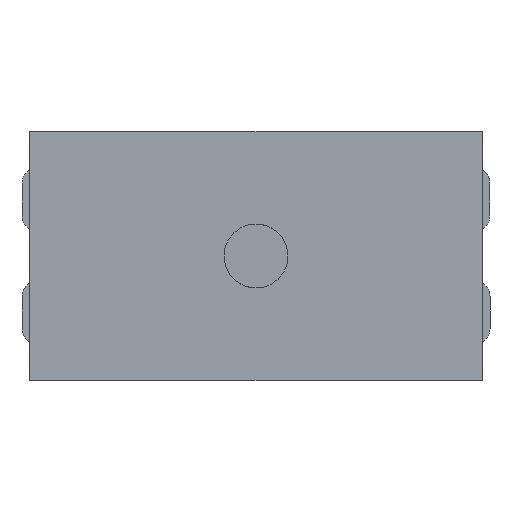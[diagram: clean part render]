
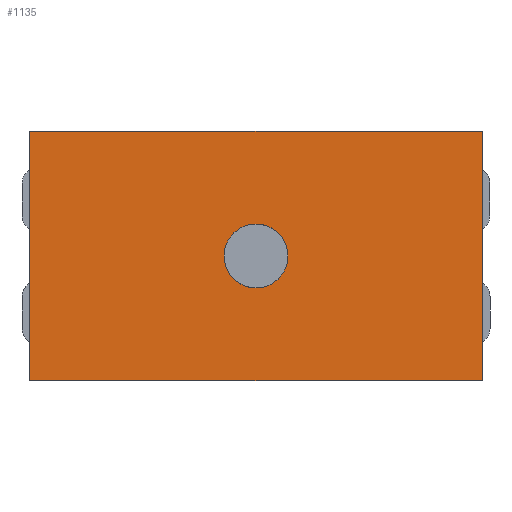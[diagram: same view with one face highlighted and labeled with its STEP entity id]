
A CAD part, front view. The second image highlights one B-rep face of the part: STEP entity #1135.
In plain terms, the highlighted free-form (B-spline) face has degree [1, 1] with [2, 2] control points.
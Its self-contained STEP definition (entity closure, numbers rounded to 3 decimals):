
#647=CARTESIAN_POINT('',(1.411,-29.383,-1.487));
#648=VERTEX_POINT('',#647);
#654=CARTESIAN_POINT('',(2.05,-29.383,0.));
#655=VERTEX_POINT('',#654);
#656=CARTESIAN_POINT('',(1.411,-29.383,-1.487));
#657=CARTESIAN_POINT('',(1.505,-29.383,-1.398));
#658=CARTESIAN_POINT('',(1.706,-29.383,-1.168));
#659=CARTESIAN_POINT('',(1.9,-29.383,-0.806));
#660=CARTESIAN_POINT('',(2.023,-29.383,-0.399));
#661=CARTESIAN_POINT('',(2.05,-29.383,-0.147));
#662=CARTESIAN_POINT('',(2.05,-29.383,0.));
#663=B_SPLINE_CURVE_WITH_KNOTS('',3,(#656,#657,#658,#659,#660,#661,#662),.UNSPECIFIED.,.F.,.U.,(4,1,1,1,4),(0.,0.39,0.91,1.222,1.664),.UNSPECIFIED.);
#664=EDGE_CURVE('',#648,#655,#663,.T.);
#666=CARTESIAN_POINT('',(0.0,-29.383,2.05));
#667=VERTEX_POINT('',#666);
#668=CARTESIAN_POINT('',(2.05,-29.383,0.));
#669=CARTESIAN_POINT('',(2.05,-29.383,0.151));
#670=CARTESIAN_POINT('',(2.019,-29.383,0.428));
#671=CARTESIAN_POINT('',(1.885,-29.383,0.844));
#672=CARTESIAN_POINT('',(1.695,-29.383,1.174));
#673=CARTESIAN_POINT('',(1.45,-29.383,1.462));
#674=CARTESIAN_POINT('',(1.226,-29.383,1.653));
#675=CARTESIAN_POINT('',(0.941,-29.383,1.831));
#676=CARTESIAN_POINT('',(0.553,-29.383,1.997));
#677=CARTESIAN_POINT('',(0.21,-29.383,2.05));
#678=CARTESIAN_POINT('',(0.0,-29.383,2.05));
#679=B_SPLINE_CURVE_WITH_KNOTS('',3,(#668,#669,#670,#671,#672,#673,#674,#675,#676,#677,#678),.UNSPECIFIED.,.F.,.U.,(4,1,1,1,1,1,1,1,4),(0.,0.453,0.83,1.308,1.585,1.962,2.189,2.591,3.22),.UNSPECIFIED.);
#680=EDGE_CURVE('',#655,#667,#679,.T.);
#682=CARTESIAN_POINT('',(-1.411,-29.383,1.487));
#683=VERTEX_POINT('',#682);
#684=CARTESIAN_POINT('',(0.0,-29.383,2.05));
#685=CARTESIAN_POINT('',(-0.13,-29.383,2.05));
#686=CARTESIAN_POINT('',(-0.365,-29.383,2.028));
#687=CARTESIAN_POINT('',(-0.663,-29.383,1.946));
#688=CARTESIAN_POINT('',(-1.022,-29.383,1.795));
#689=CARTESIAN_POINT('',(-1.258,-29.383,1.632));
#690=CARTESIAN_POINT('',(-1.411,-29.383,1.487));
#691=B_SPLINE_CURVE_WITH_KNOTS('',3,(#684,#685,#686,#687,#688,#689,#690),.UNSPECIFIED.,.F.,.U.,(4,1,1,1,4),(0.,0.389,0.705,0.924,1.556),.UNSPECIFIED.);
#692=EDGE_CURVE('',#667,#683,#691,.T.);
#801=CARTESIAN_POINT('',(-2.05,-29.383,0.));
#802=VERTEX_POINT('',#801);
#803=CARTESIAN_POINT('',(-1.411,-29.383,1.487));
#804=CARTESIAN_POINT('',(-1.562,-29.383,1.344));
#805=CARTESIAN_POINT('',(-1.777,-29.383,1.067));
#806=CARTESIAN_POINT('',(-1.997,-29.383,0.555));
#807=CARTESIAN_POINT('',(-2.05,-29.383,0.208));
#808=CARTESIAN_POINT('',(-2.05,-29.383,0.));
#809=B_SPLINE_CURVE_WITH_KNOTS('',3,(#803,#804,#805,#806,#807,#808),.UNSPECIFIED.,.F.,.U.,(4,1,1,4),(0.,0.624,1.04,1.664),.UNSPECIFIED.);
#810=EDGE_CURVE('',#683,#802,#809,.T.);
#812=CARTESIAN_POINT('',(0.0,-29.383,-2.05));
#813=VERTEX_POINT('',#812);
#814=CARTESIAN_POINT('',(-2.05,-29.383,0.));
#815=CARTESIAN_POINT('',(-2.05,-29.383,-0.184));
#816=CARTESIAN_POINT('',(-2.01,-29.383,-0.478));
#817=CARTESIAN_POINT('',(-1.854,-29.383,-0.905));
#818=CARTESIAN_POINT('',(-1.657,-29.383,-1.229));
#819=CARTESIAN_POINT('',(-1.361,-29.383,-1.552));
#820=CARTESIAN_POINT('',(-1.046,-29.383,-1.779));
#821=CARTESIAN_POINT('',(-0.671,-29.383,-1.949));
#822=CARTESIAN_POINT('',(-0.335,-29.383,-2.033));
#823=CARTESIAN_POINT('',(-0.101,-29.383,-2.05));
#824=CARTESIAN_POINT('',(0.0,-29.383,-2.05));
#825=B_SPLINE_CURVE_WITH_KNOTS('',3,(#814,#815,#816,#817,#818,#819,#820,#821,#822,#823,#824),.UNSPECIFIED.,.F.,.U.,(4,1,1,1,1,1,1,1,4),(0.,0.553,0.881,1.359,1.686,2.189,2.516,2.918,3.22),.UNSPECIFIED.);
#826=EDGE_CURVE('',#802,#813,#825,.T.);
#828=CARTESIAN_POINT('',(0.0,-29.383,-2.05));
#829=CARTESIAN_POINT('',(0.211,-29.383,-2.05));
#830=CARTESIAN_POINT('',(0.543,-29.383,-1.998));
#831=CARTESIAN_POINT('',(1.023,-29.383,-1.797));
#832=CARTESIAN_POINT('',(1.276,-29.383,-1.615));
#833=CARTESIAN_POINT('',(1.411,-29.383,-1.487));
#834=B_SPLINE_CURVE_WITH_KNOTS('',3,(#828,#829,#830,#831,#832,#833),.UNSPECIFIED.,.F.,.U.,(4,1,1,4),(0.,0.632,0.997,1.556),.UNSPECIFIED.);
#835=EDGE_CURVE('',#813,#648,#834,.T.);
#1034=CARTESIAN_POINT('',(14.5,-29.383,-8.));
#1035=VERTEX_POINT('',#1034);
#1041=CARTESIAN_POINT('',(-14.5,-29.383,-8.));
#1042=VERTEX_POINT('',#1041);
#1043=CARTESIAN_POINT('',(14.5,-29.383,-8.));
#1044=CARTESIAN_POINT('',(-14.5,-29.383,-8.));
#1045=QUASI_UNIFORM_CURVE('',1,(#1043,#1044),.UNSPECIFIED.,.F.,.U.);
#1046=EDGE_CURVE('',#1035,#1042,#1045,.T.);
#1062=CARTESIAN_POINT('',(14.5,-29.383,8.0));
#1063=VERTEX_POINT('',#1062);
#1069=CARTESIAN_POINT('',(14.5,-29.383,8.0));
#1070=CARTESIAN_POINT('',(14.5,-29.383,-8.));
#1071=QUASI_UNIFORM_CURVE('',1,(#1069,#1070),.UNSPECIFIED.,.F.,.U.);
#1072=EDGE_CURVE('',#1063,#1035,#1071,.T.);
#1084=CARTESIAN_POINT('',(-14.5,-29.383,8.0));
#1085=VERTEX_POINT('',#1084);
#1091=CARTESIAN_POINT('',(-14.5,-29.383,8.0));
#1092=CARTESIAN_POINT('',(14.5,-29.383,8.0));
#1093=QUASI_UNIFORM_CURVE('',1,(#1091,#1092),.UNSPECIFIED.,.F.,.U.);
#1094=EDGE_CURVE('',#1085,#1063,#1093,.T.);
#1107=CARTESIAN_POINT('',(-14.5,-29.383,-8.));
#1108=CARTESIAN_POINT('',(-14.5,-29.383,8.0));
#1109=QUASI_UNIFORM_CURVE('',1,(#1107,#1108),.UNSPECIFIED.,.F.,.U.);
#1110=EDGE_CURVE('',#1042,#1085,#1109,.T.);
#1116=CARTESIAN_POINT('',(-15.949,-29.383,8.799));
#1117=CARTESIAN_POINT('',(15.949,-29.383,8.799));
#1118=CARTESIAN_POINT('',(-15.949,-29.383,-8.799));
#1119=CARTESIAN_POINT('',(15.949,-29.383,-8.799));
#1120=B_SPLINE_SURFACE_WITH_KNOTS('',1,1,((#1116,#1118),(#1117,#1119)),.UNSPECIFIED.,.F.,.F.,.U.,(2,2),(2,2),(0.0,31.897),(0.0,17.598),.UNSPECIFIED.);
#1121=ORIENTED_EDGE('',*,*,#1110,.F.);
#1122=ORIENTED_EDGE('',*,*,#1046,.F.);
#1123=ORIENTED_EDGE('',*,*,#1072,.F.);
#1124=ORIENTED_EDGE('',*,*,#1094,.F.);
#1125=EDGE_LOOP('',(#1121,#1122,#1123,#1124));
#1126=FACE_OUTER_BOUND('',#1125,.T.);
#1127=ORIENTED_EDGE('',*,*,#680,.F.);
#1128=ORIENTED_EDGE('',*,*,#664,.F.);
#1129=ORIENTED_EDGE('',*,*,#835,.F.);
#1130=ORIENTED_EDGE('',*,*,#826,.F.);
#1131=ORIENTED_EDGE('',*,*,#810,.F.);
#1132=ORIENTED_EDGE('',*,*,#692,.F.);
#1133=EDGE_LOOP('',(#1127,#1128,#1129,#1130,#1131,#1132));
#1134=FACE_BOUND('',#1133,.T.);
#1135=ADVANCED_FACE('',(#1126,#1134),#1120,.F.);
